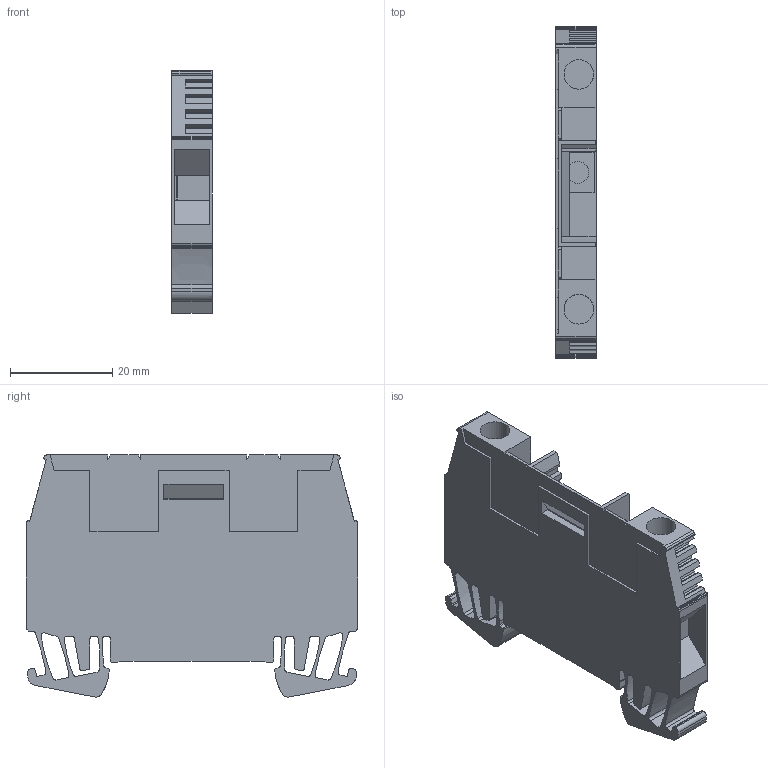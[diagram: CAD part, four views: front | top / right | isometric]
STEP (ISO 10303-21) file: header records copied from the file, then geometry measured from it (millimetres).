
FILE_DESCRIPTION(('CATIA V5 STEP Exchange','CAx-IF Rec.Pracs.--- Model Styling and Organization---1.5--- 2016-08-15','CAx-IF Rec.Pracs.---Supplemental Geometry---1.0---2011-11-01','CAx-IF Rec.Pracs.--- Composite Materials ---1.1---2010-07-15'),'2;1');
FILE_NAME ('D1446693_0', '2025-09-22T06:19:04+00:00', ('none'), ('Weidmueller'), 'CATIA Version 5-6 Release 2024 SP4', 'CATIA V5 STEP AP214 v3', 'none');
FILE_SCHEMA(('AUTOMOTIVE_DESIGN { 1 0 10303 214 1 1 1 1 }'));
Length unit declared in the file: millimetre
Products named in the file (1): 1016780000_WTL_6-1_BL
Bounding box: 7.9 x 65 x 47.45 mm (x, y, z)
Volume: 15091.1 mm3; surface area: 10673.8 mm2
Topology: 2 solids, 4 shells, 389 faces, 1207 edges, 834 vertices
Faces by surface type: plane 291, extrusion 56, cylinder 33, cone 9
Entity records: 14080 total; most frequent: CARTESIAN_POINT 3774, ORIENTED_EDGE 2414, DIRECTION 1645, EDGE_CURVE 1207, VECTOR 1055, LINE 999, VERTEX_POINT 834, EDGE_LOOP 405
